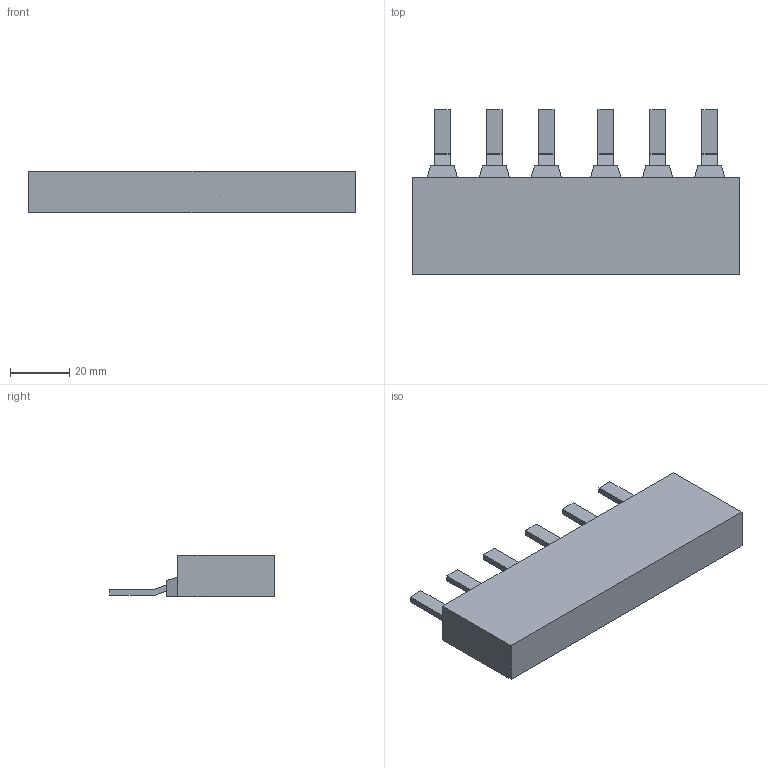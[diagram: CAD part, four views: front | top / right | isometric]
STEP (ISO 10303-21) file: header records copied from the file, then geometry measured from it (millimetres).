
FILE_DESCRIPTION(('STEP AP214'),'1');
FILE_NAME('cctmp_BC3C5406-8E78-4DD7-A4E2-31EAEFDAB5A7_2023_08_14_21_05_27_0435..stp','2023-08-14T19:05:27',('SIEMENS A&D'),('CADClick - www.CADClick.com'),'Spatial InterOp 3D postprocessed',' ','unknown authorization');
FILE_SCHEMA(('AUTOMOTIVE_DESIGN'));
Length unit declared in the file: millimetre
Products named in the file (1): 2023_08_14_21_05_27_0429
Bounding box: 110 x 55.5 x 14 mm (x, y, z)
Volume: 52234.9 mm3; surface area: 14177.3 mm2
Topology: 1 solids, 1 shells, 114 faces, 318 edges, 212 vertices
Faces by surface type: plane 102, cylinder 12
Entity records: 3977 total; most frequent: CARTESIAN_POINT 645, ORIENTED_EDGE 636, DIRECTION 572, EDGE_CURVE 318, LINE 294, VECTOR 294, VERTEX_POINT 212, AXIS2_PLACEMENT_3D 139
